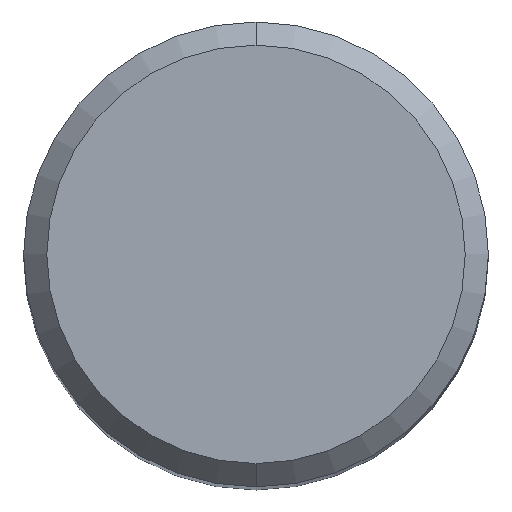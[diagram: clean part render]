
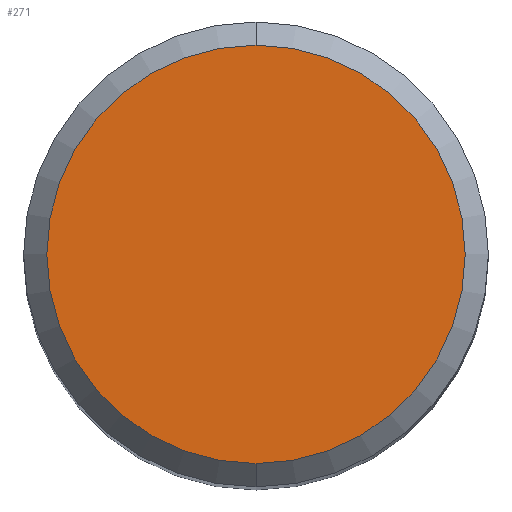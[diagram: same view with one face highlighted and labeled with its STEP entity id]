
A CAD part, top view. The second image highlights one B-rep face of the part: STEP entity #271.
In plain terms, the highlighted planar face has unit normal (0, 0, 1).
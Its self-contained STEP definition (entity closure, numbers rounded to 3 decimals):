
#197=VERTEX_POINT('',#488);
#235=EDGE_CURVE('',#197,#329,#531,.T.);
#271=ADVANCED_FACE('',(#570),#571,.T.);
#329=VERTEX_POINT('',#638);
#365=EDGE_CURVE('',#329,#197,#675,.T.);
#488=CARTESIAN_POINT('',(0.,-4.5,0.0));
#531=CIRCLE('',#943,4.5);
#570=FACE_OUTER_BOUND('',#1005,.T.);
#571=PLANE('',#1006);
#638=CARTESIAN_POINT('',(0.0,4.5,0.0));
#675=CIRCLE('',#1247,4.5);
#943=AXIS2_PLACEMENT_3D('',#1479,#1480,#1481);
#1005=EDGE_LOOP('',(#1519,#1520));
#1006=AXIS2_PLACEMENT_3D('',#1521,#1522,#1523);
#1247=AXIS2_PLACEMENT_3D('',#1635,#1636,#1637);
#1479=CARTESIAN_POINT('',(0.0,0.0,0.0));
#1480=DIRECTION('',(0.0,0.0,-1.0));
#1481=DIRECTION('',(0.0,1.0,0.0));
#1519=ORIENTED_EDGE('',*,*,#365,.F.);
#1520=ORIENTED_EDGE('',*,*,#235,.F.);
#1521=CARTESIAN_POINT('',(0.0,2.25,0.0));
#1522=DIRECTION('',(-0.0,0.0,1.0));
#1523=DIRECTION('',(0.0,-1.0,0.0));
#1635=CARTESIAN_POINT('',(0.0,0.0,0.0));
#1636=DIRECTION('',(0.0,0.0,-1.0));
#1637=DIRECTION('',(0.0,1.0,0.0));
